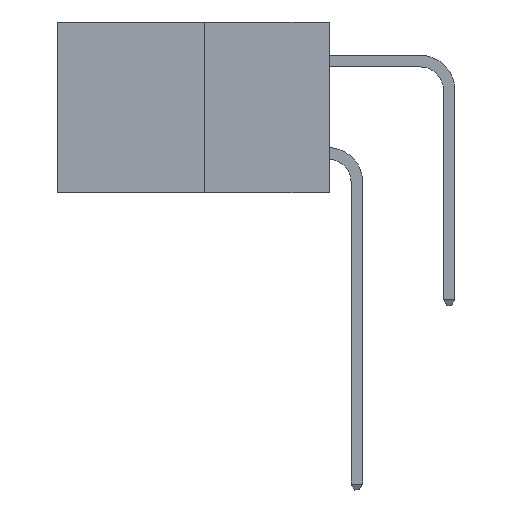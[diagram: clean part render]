
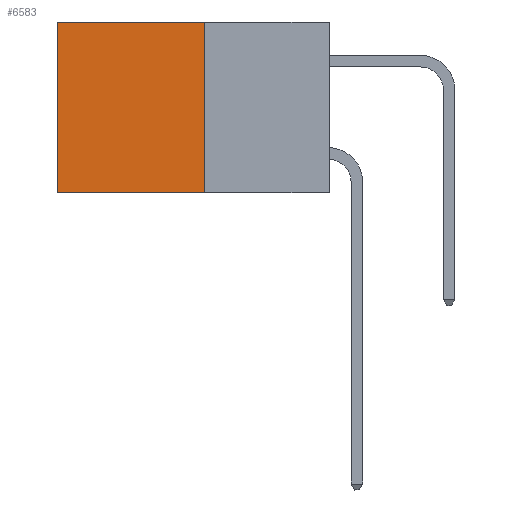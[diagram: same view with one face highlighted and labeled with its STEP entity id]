
A CAD part, left-side view. The second image highlights one B-rep face of the part: STEP entity #6583.
In plain terms, the highlighted planar face has unit normal (-1, 0, 0).
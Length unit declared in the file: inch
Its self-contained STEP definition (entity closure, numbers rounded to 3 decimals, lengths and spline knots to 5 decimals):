
#825 = DIRECTION ( 'NONE',  ( 0., 0., -1. ) ) ;
#1158 = VERTEX_POINT ( 'NONE', #8948 ) ;
#2625 = DIRECTION ( 'NONE',  ( 0., 0., -1. ) ) ;
#2630 = DIRECTION ( 'NONE',  ( 1., 0., 0. ) ) ;
#2659 = CARTESIAN_POINT ( 'NONE',  ( 0.277, 0.27, -0.37 ) ) ;
#2730 = PLANE ( 'NONE',  #18168 ) ;
#3041 = EDGE_CURVE ( 'NONE', #7120, #17690, #18738, .T. ) ;
#3339 = VECTOR ( 'NONE', #8258, 39.37008 ) ;
#3652 = DIRECTION ( 'NONE',  ( 0., 1., 0. ) ) ;
#3863 = LINE ( 'NONE', #9335, #3339 ) ;
#5046 = VECTOR ( 'NONE', #825, 39.37008 ) ;
#5051 = CARTESIAN_POINT ( 'NONE',  ( 0.277, 0.27, 0. ) ) ;
#6260 = LINE ( 'NONE', #19545, #19892 ) ;
#6583 = ADVANCED_FACE ( 'NONE', ( #17657 ), #2730, .F. ) ;
#7069 = EDGE_CURVE ( 'NONE', #10413, #1158, #3863, .T. ) ;
#7120 = VERTEX_POINT ( 'NONE', #5051 ) ;
#7219 = ORIENTED_EDGE ( 'NONE', *, *, #7069, .T. ) ;
#7884 = CARTESIAN_POINT ( 'NONE',  ( 0.277, 0.27, -0.37 ) ) ;
#8258 = DIRECTION ( 'NONE',  ( 0., 0., -1. ) ) ;
#8543 = ORIENTED_EDGE ( 'NONE', *, *, #20833, .T. ) ;
#8948 = CARTESIAN_POINT ( 'NONE',  ( 0.277, 0.59, -0.37 ) ) ;
#9335 = CARTESIAN_POINT ( 'NONE',  ( 0.277, 0.59, -0.37 ) ) ;
#10413 = VERTEX_POINT ( 'NONE', #20771 ) ;
#11430 = CARTESIAN_POINT ( 'NONE',  ( 0.277, 0.27, -0.37 ) ) ;
#13581 = EDGE_LOOP ( 'NONE', ( #7219, #13979, #18433, #8543 ) ) ;
#13808 = CARTESIAN_POINT ( 'NONE',  ( 0.277, 0.27, -0.37 ) ) ;
#13979 = ORIENTED_EDGE ( 'NONE', *, *, #20656, .F. ) ;
#14672 = LINE ( 'NONE', #7884, #18590 ) ;
#17657 = FACE_OUTER_BOUND ( 'NONE', #13581, .T. ) ;
#17690 = VERTEX_POINT ( 'NONE', #13808 ) ;
#18168 = AXIS2_PLACEMENT_3D ( 'NONE', #2659, #2630, #2625 ) ;
#18433 = ORIENTED_EDGE ( 'NONE', *, *, #3041, .F. ) ;
#18590 = VECTOR ( 'NONE', #3652, 39.37008 ) ;
#18738 = LINE ( 'NONE', #11430, #5046 ) ;
#19545 = CARTESIAN_POINT ( 'NONE',  ( 0.277, 0.27, 0. ) ) ;
#19892 = VECTOR ( 'NONE', #21158, 39.37008 ) ;
#20656 = EDGE_CURVE ( 'NONE', #17690, #1158, #14672, .T. ) ;
#20771 = CARTESIAN_POINT ( 'NONE',  ( 0.277, 0.59, 0. ) ) ;
#20833 = EDGE_CURVE ( 'NONE', #7120, #10413, #6260, .T. ) ;
#21158 = DIRECTION ( 'NONE',  ( 0., 1., 0. ) ) ;
